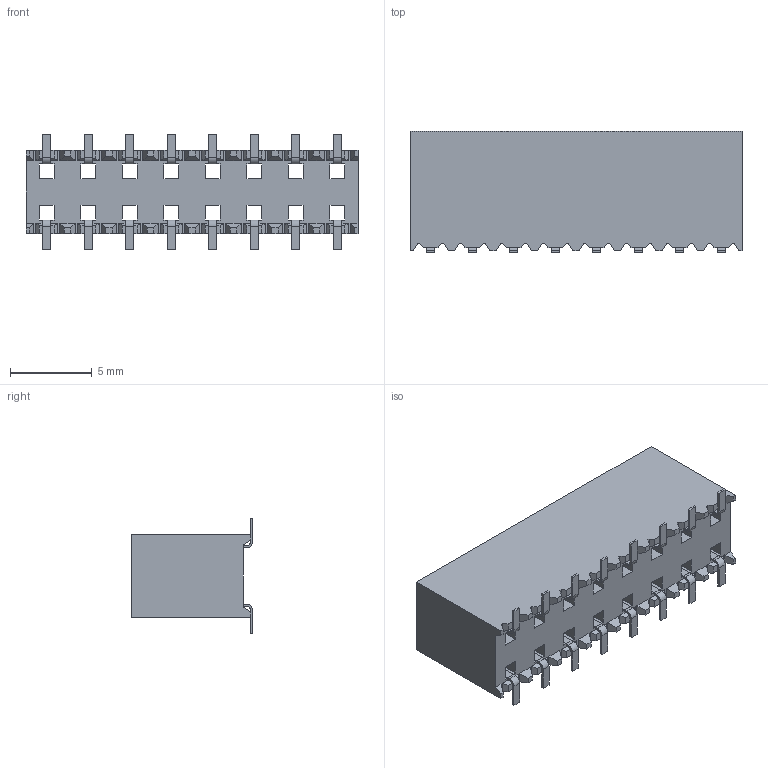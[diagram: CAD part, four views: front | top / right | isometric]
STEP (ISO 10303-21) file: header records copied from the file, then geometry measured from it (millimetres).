
FILE_DESCRIPTION( ( 'STEP AP214' ), '1' );
FILE_NAME( 'SSM-108-S-DV.stp', '2021-02-19T01:15:39', ( 'License CC BY-ND 4.0' ), ( 'CADENAS' ), ' ', 'PARTsolutions', ' ' );
FILE_SCHEMA( ( 'AUTOMOTIVE_DESIGN { 1 0 10303 214 1 1 1 1 }' ) );
Length unit declared in the file: inch
Products named in the file (3): SSM-108-S-DV; _SSM-108-S-DV_body; _C-137-018
Assembly tree (2 placements, depth 2):
  SSM-108-S-DV
    _SSM-108-S-DV_body
    _C-137-018
Bounding box: 20.32 x 7.42 x 7.04 mm (x, y, z)
Volume: 623.1 mm3; surface area: 1113.3 mm2
Topology: 2 solids, 2 shells, 389 faces, 1152 edges, 768 vertices
Faces by surface type: plane 357, cylinder 32
Entity records: 16044 total; most frequent: CARTESIAN_POINT 2312, ORIENTED_EDGE 2304, DIRECTION 2000, EDGE_CURVE 1152, LINE 1088, VECTOR 1088, VERTEX_POINT 768, AXIS2_PLACEMENT_3D 456
